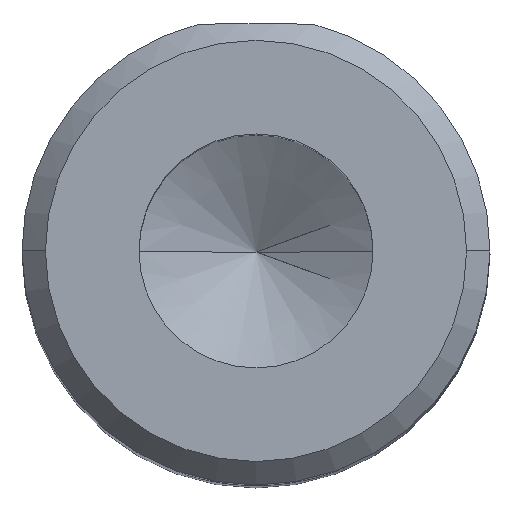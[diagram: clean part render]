
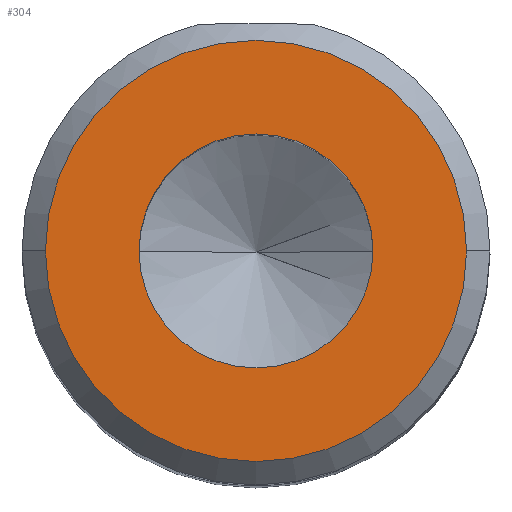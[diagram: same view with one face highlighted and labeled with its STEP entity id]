
A CAD part, top view. The second image highlights one B-rep face of the part: STEP entity #304.
In plain terms, the highlighted planar face has unit normal (0, 0, 1).
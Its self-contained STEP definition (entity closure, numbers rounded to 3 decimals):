
#1 = EDGE_CURVE ( 'NONE', #1211, #509, #602, .T. ) ;
#18 = AXIS2_PLACEMENT_3D ( 'NONE', #679, #65, #774 ) ;
#23 = EDGE_LOOP ( 'NONE', ( #101, #957 ) ) ;
#58 = ORIENTED_EDGE ( 'NONE', *, *, #994, .T. ) ;
#65 = DIRECTION ( 'NONE',  ( 0., 0., 1. ) ) ;
#66 = CIRCLE ( 'NONE', #223, 4.5 ) ;
#71 = DIRECTION ( 'NONE',  ( 1., 0., 0. ) ) ;
#101 = ORIENTED_EDGE ( 'NONE', *, *, #1, .F. ) ;
#109 = DIRECTION ( 'NONE',  ( 0., 0., 1. ) ) ;
#191 = DIRECTION ( 'NONE',  ( 1., 0., 0. ) ) ;
#214 = AXIS2_PLACEMENT_3D ( 'NONE', #268, #954, #371 ) ;
#223 = AXIS2_PLACEMENT_3D ( 'NONE', #1268, #680, #71 ) ;
#249 = CIRCLE ( 'NONE', #214, 4.5 ) ;
#268 = CARTESIAN_POINT ( 'NONE',  ( 0., 0., 20. ) ) ;
#304 = ADVANCED_FACE ( 'NONE', ( #1274, #1182 ), #778, .T. ) ;
#350 = ORIENTED_EDGE ( 'NONE', *, *, #826, .T. ) ;
#363 = EDGE_LOOP ( 'NONE', ( #350, #58 ) ) ;
#371 = DIRECTION ( 'NONE',  ( 1., 0., 0. ) ) ;
#425 = CARTESIAN_POINT ( 'NONE',  ( 0., 0., 20. ) ) ;
#482 = CIRCLE ( 'NONE', #18, 2.5 ) ;
#509 = VERTEX_POINT ( 'NONE', #989 ) ;
#587 = AXIS2_PLACEMENT_3D ( 'NONE', #1270, #1066, #191 ) ;
#602 = CIRCLE ( 'NONE', #883, 2.5 ) ;
#639 = DIRECTION ( 'NONE',  ( 1., 0., 0. ) ) ;
#641 = VERTEX_POINT ( 'NONE', #807 ) ;
#667 = CARTESIAN_POINT ( 'NONE',  ( 4.5, 0., 20. ) ) ;
#679 = CARTESIAN_POINT ( 'NONE',  ( 0., 0., 20. ) ) ;
#680 = DIRECTION ( 'NONE',  ( 0., 0., 1. ) ) ;
#774 = DIRECTION ( 'NONE',  ( 1., 0., 0. ) ) ;
#778 = PLANE ( 'NONE',  #587 ) ;
#807 = CARTESIAN_POINT ( 'NONE',  ( -4.5, 0., 20. ) ) ;
#826 = EDGE_CURVE ( 'NONE', #641, #1039, #66, .T. ) ;
#883 = AXIS2_PLACEMENT_3D ( 'NONE', #425, #109, #639 ) ;
#954 = DIRECTION ( 'NONE',  ( 0., 0., 1. ) ) ;
#957 = ORIENTED_EDGE ( 'NONE', *, *, #1058, .F. ) ;
#989 = CARTESIAN_POINT ( 'NONE',  ( -2.5, 0., 20. ) ) ;
#994 = EDGE_CURVE ( 'NONE', #1039, #641, #249, .T. ) ;
#1039 = VERTEX_POINT ( 'NONE', #667 ) ;
#1058 = EDGE_CURVE ( 'NONE', #509, #1211, #482, .T. ) ;
#1066 = DIRECTION ( 'NONE',  ( 0., 0., 1. ) ) ;
#1182 = FACE_BOUND ( 'NONE', #23, .T. ) ;
#1211 = VERTEX_POINT ( 'NONE', #1226 ) ;
#1226 = CARTESIAN_POINT ( 'NONE',  ( 2.5, 0., 20. ) ) ;
#1268 = CARTESIAN_POINT ( 'NONE',  ( 0., 0., 20. ) ) ;
#1270 = CARTESIAN_POINT ( 'NONE',  ( 0., 0., 20. ) ) ;
#1274 = FACE_OUTER_BOUND ( 'NONE', #363, .T. ) ;
